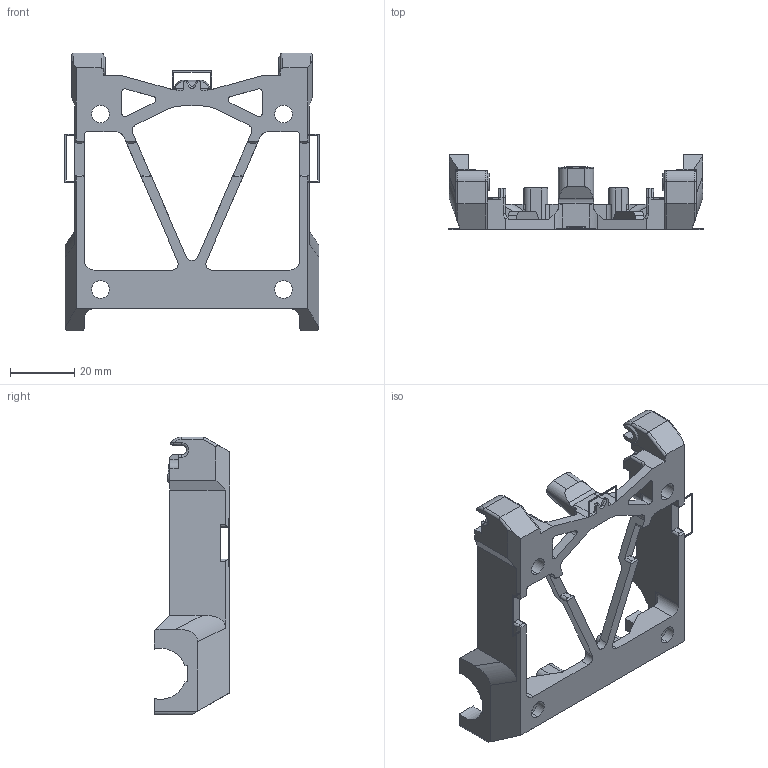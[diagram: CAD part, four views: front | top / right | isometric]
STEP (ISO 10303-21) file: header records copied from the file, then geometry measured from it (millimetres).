
FILE_DESCRIPTION (( 'STEP AP214' ), '1' );
FILE_NAME ('ActuatorBody.STEP', '2024-02-18T09:46:58', ( '' ), ( '' ), 'SwSTEP 2.0', '', '' );
FILE_SCHEMA (( 'AUTOMOTIVE_DESIGN' ));
Length unit declared in the file: millimetre
Products named in the file (1): ActuatorBody
Bounding box: 79.17 x 23.5 x 86.5 mm (x, y, z)
Volume: 22775.1 mm3; surface area: 16421 mm2
Topology: 1 solids, 1 shells, 456 faces, 1288 edges, 830 vertices
Faces by surface type: plane 238, cylinder 166, cone 30, torus 12, bspline 10
Entity records: 15460 total; most frequent: CARTESIAN_POINT 3829, ORIENTED_EDGE 2572, DIRECTION 2302, EDGE_CURVE 1286, VERTEX_POINT 830, LINE 820, VECTOR 820, AXIS2_PLACEMENT_3D 741
